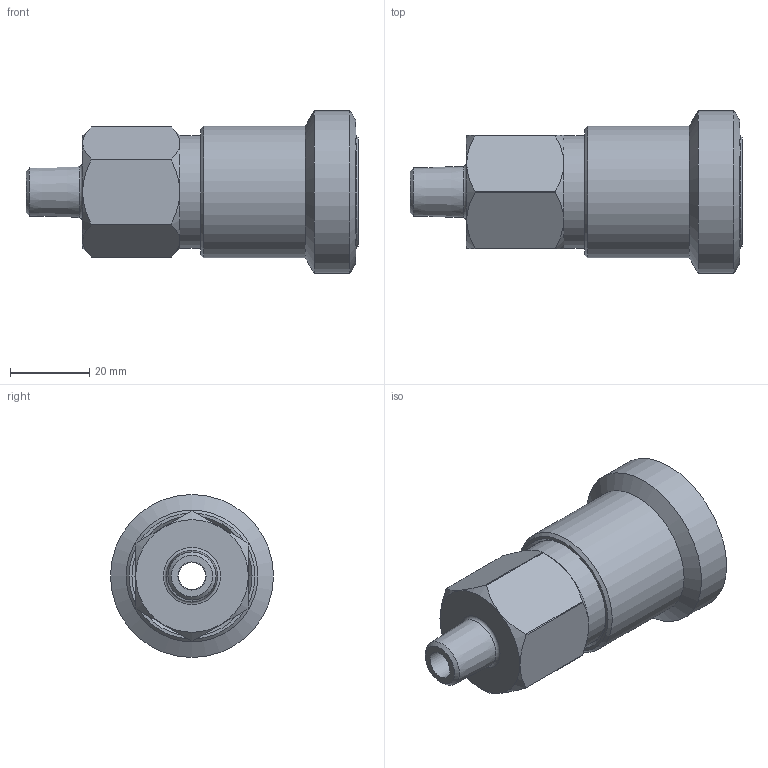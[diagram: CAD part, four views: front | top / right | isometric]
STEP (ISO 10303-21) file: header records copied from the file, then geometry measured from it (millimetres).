
FILE_DESCRIPTION(/* description */ (''),/* implementation_level */ '2;1');
FILE_NAME(/* name */ 'XT12042.stp',/* time_stamp */ '2013-12-03T08:31:41-06:00',/* author */ ('scottg'),/* organization */ ('FasTest,Inc.'),/* preprocessor_version */ 'ST-DEVELOPER v15.2',/* originating_system */ 'Autodesk Inventor 2014',/* authorisation */ '');
FILE_SCHEMA (('AUTOMOTIVE_DESIGN { 1 0 10303 214 3 1 1 }'));
Length unit declared in the file: inch
Products named in the file (1): XT12042
Bounding box: 83.82 x 41.15 x 41.15 mm (x, y, z)
Volume: 52897.9 mm3; surface area: 25009.9 mm2
Topology: 2 solids, 5 shells, 80 faces, 166 edges, 104 vertices
Faces by surface type: cylinder 29, cone 20, plane 19, sphere 6, torus 6
Full cylindrical faces by diameter (mm): 6.858 x1, 7.112 x1, 10.795 x2, 11.938 x2, 13.462 x1, 18.72 x1, 21.895 x1, 27.305 x1, 28.499 x2, 28.804 x4, 29.159 x1, 29.515 x2, 31.775 x1, 32.639 x1, 33.274 x1, 41.148 x1
Entity records: 2304 total; most frequent: CARTESIAN_POINT 797, DIRECTION 314, ORIENTED_EDGE 218, EDGE_LOOP 160, AXIS2_PLACEMENT_3D 151, EDGE_CURVE 106, FACE_BOUND 94, VERTEX_POINT 94
